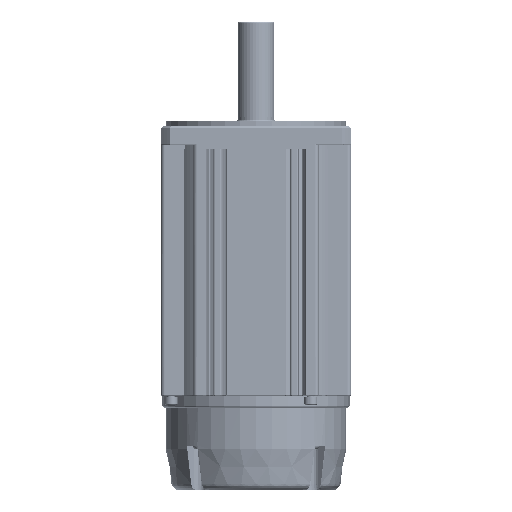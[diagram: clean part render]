
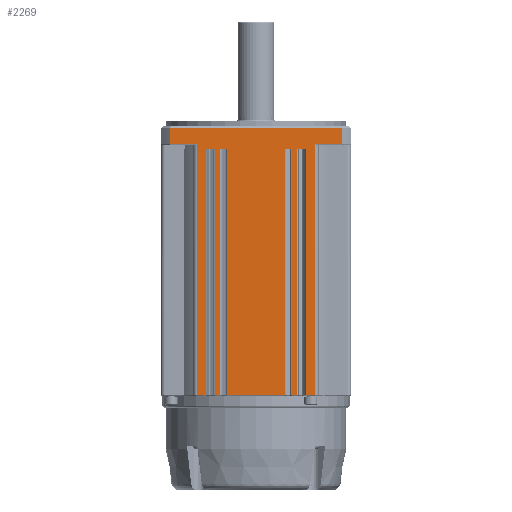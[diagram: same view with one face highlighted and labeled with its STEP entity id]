
A CAD part, left-side view. The second image highlights one B-rep face of the part: STEP entity #2269.
In plain terms, the highlighted planar face has unit normal (-1, 0, 0).
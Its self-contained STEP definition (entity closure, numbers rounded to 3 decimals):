
#2070=CARTESIAN_POINT('',(-50.,0.,-44.436));
#2071=DIRECTION('',(0.,0.,-1.));
#2072=DIRECTION('',(-1.,-0.,-0.));
#2073=AXIS2_PLACEMENT_3D('',#2070,#2072,#2071);
#2074=PLANE('',#2073);
#2075=CARTESIAN_POINT('',(-50.,45.346,17.55));
#2076=VERTEX_POINT('',#2075);
#2077=CARTESIAN_POINT('',(-50.,-45.346,17.55));
#2078=VERTEX_POINT('',#2077);
#2079=CARTESIAN_POINT('',(-50.,45.346,17.55));
#2080=DIRECTION('',(0.,-1.,0.));
#2081=VECTOR('',#2080,90.692);
#2082=LINE('',#2079,#2081);
#2083=EDGE_CURVE('',#2076,#2078,#2082,.T.);
#2084=ORIENTED_EDGE('',*,*,#2083,.F.);
#2085=CARTESIAN_POINT('',(-50.,45.346,9.35));
#2086=VERTEX_POINT('',#2085);
#2087=CARTESIAN_POINT('',(-50.,45.346,17.55));
#2088=DIRECTION('',(0.,0.,-1.));
#2089=VECTOR('',#2088,8.2);
#2090=LINE('',#2087,#2089);
#2091=EDGE_CURVE('',#2076,#2086,#2090,.T.);
#2092=ORIENTED_EDGE('',*,*,#2091,.T.);
#2093=CARTESIAN_POINT('',(-50.,31.,9.35));
#2094=VERTEX_POINT('',#2093);
#2095=CARTESIAN_POINT('',(-50.,31.,9.35));
#2096=DIRECTION('',(0.,1.,0.));
#2097=VECTOR('',#2096,14.346);
#2098=LINE('',#2095,#2097);
#2099=EDGE_CURVE('',#2094,#2086,#2098,.T.);
#2100=ORIENTED_EDGE('',*,*,#2099,.F.);
#2101=CARTESIAN_POINT('',(-50.,31.,-122.7));
#2102=VERTEX_POINT('',#2101);
#2103=CARTESIAN_POINT('',(-50.,31.,9.35));
#2104=DIRECTION('',(0.,0.,-1.));
#2105=VECTOR('',#2104,132.05);
#2106=LINE('',#2103,#2105);
#2107=EDGE_CURVE('',#2094,#2102,#2106,.T.);
#2108=ORIENTED_EDGE('',*,*,#2107,.T.);
#2109=CARTESIAN_POINT('',(-50.,26.525,-122.7));
#2110=VERTEX_POINT('',#2109);
#2111=CARTESIAN_POINT('',(-50.,31.,-122.7));
#2112=DIRECTION('',(0.,-1.,0.));
#2113=VECTOR('',#2112,4.475);
#2114=LINE('',#2111,#2113);
#2115=EDGE_CURVE('',#2102,#2110,#2114,.T.);
#2116=ORIENTED_EDGE('',*,*,#2115,.T.);
#2117=CARTESIAN_POINT('',(-50.,26.525,6.55));
#2118=VERTEX_POINT('',#2117);
#2119=CARTESIAN_POINT('',(-50.,26.525,6.55));
#2120=DIRECTION('',(0.,0.,-1.));
#2121=VECTOR('',#2120,129.25);
#2122=LINE('',#2119,#2121);
#2123=EDGE_CURVE('',#2118,#2110,#2122,.T.);
#2124=ORIENTED_EDGE('',*,*,#2123,.F.);
#2125=CARTESIAN_POINT('',(-50.,21.671,6.55));
#2126=VERTEX_POINT('',#2125);
#2127=CARTESIAN_POINT('',(-50.,26.525,6.55));
#2128=DIRECTION('',(0.,-1.,0.));
#2129=VECTOR('',#2128,4.854);
#2130=LINE('',#2127,#2129);
#2131=EDGE_CURVE('',#2118,#2126,#2130,.T.);
#2132=ORIENTED_EDGE('',*,*,#2131,.T.);
#2133=CARTESIAN_POINT('',(-50.,21.671,-122.7));
#2134=VERTEX_POINT('',#2133);
#2135=CARTESIAN_POINT('',(-50.,21.671,6.55));
#2136=DIRECTION('',(0.,0.,-1.));
#2137=VECTOR('',#2136,129.25);
#2138=LINE('',#2135,#2137);
#2139=EDGE_CURVE('',#2126,#2134,#2138,.T.);
#2140=ORIENTED_EDGE('',*,*,#2139,.T.);
#2141=CARTESIAN_POINT('',(-50.,18.864,-122.7));
#2142=VERTEX_POINT('',#2141);
#2143=CARTESIAN_POINT('',(-50.,21.671,-122.7));
#2144=DIRECTION('',(0.,-1.,0.));
#2145=VECTOR('',#2144,2.808);
#2146=LINE('',#2143,#2145);
#2147=EDGE_CURVE('',#2134,#2142,#2146,.T.);
#2148=ORIENTED_EDGE('',*,*,#2147,.T.);
#2149=CARTESIAN_POINT('',(-50.,18.864,6.55));
#2150=VERTEX_POINT('',#2149);
#2151=CARTESIAN_POINT('',(-50.,18.864,6.55));
#2152=DIRECTION('',(0.,0.,-1.));
#2153=VECTOR('',#2152,129.25);
#2154=LINE('',#2151,#2153);
#2155=EDGE_CURVE('',#2150,#2142,#2154,.T.);
#2156=ORIENTED_EDGE('',*,*,#2155,.F.);
#2157=CARTESIAN_POINT('',(-50.,15.185,6.55));
#2158=VERTEX_POINT('',#2157);
#2159=CARTESIAN_POINT('',(-50.,18.864,6.55));
#2160=DIRECTION('',(0.,-1.,0.));
#2161=VECTOR('',#2160,3.678);
#2162=LINE('',#2159,#2161);
#2163=EDGE_CURVE('',#2150,#2158,#2162,.T.);
#2164=ORIENTED_EDGE('',*,*,#2163,.T.);
#2165=CARTESIAN_POINT('',(-50.,15.185,-122.7));
#2166=VERTEX_POINT('',#2165);
#2167=CARTESIAN_POINT('',(-50.,15.185,6.55));
#2168=DIRECTION('',(0.,0.,-1.));
#2169=VECTOR('',#2168,129.25);
#2170=LINE('',#2167,#2169);
#2171=EDGE_CURVE('',#2158,#2166,#2170,.T.);
#2172=ORIENTED_EDGE('',*,*,#2171,.T.);
#2173=CARTESIAN_POINT('',(-50.,-15.185,-122.7));
#2174=VERTEX_POINT('',#2173);
#2175=CARTESIAN_POINT('',(-50.,15.185,-122.7));
#2176=DIRECTION('',(0.,-1.,0.));
#2177=VECTOR('',#2176,30.371);
#2178=LINE('',#2175,#2177);
#2179=EDGE_CURVE('',#2166,#2174,#2178,.T.);
#2180=ORIENTED_EDGE('',*,*,#2179,.T.);
#2181=CARTESIAN_POINT('',(-50.,-15.185,6.55));
#2182=VERTEX_POINT('',#2181);
#2183=CARTESIAN_POINT('',(-50.,-15.185,6.55));
#2184=DIRECTION('',(0.,0.,-1.));
#2185=VECTOR('',#2184,129.25);
#2186=LINE('',#2183,#2185);
#2187=EDGE_CURVE('',#2182,#2174,#2186,.T.);
#2188=ORIENTED_EDGE('',*,*,#2187,.F.);
#2189=CARTESIAN_POINT('',(-50.,-18.864,6.55));
#2190=VERTEX_POINT('',#2189);
#2191=CARTESIAN_POINT('',(-50.,-15.185,6.55));
#2192=DIRECTION('',(0.,-1.,0.));
#2193=VECTOR('',#2192,3.678);
#2194=LINE('',#2191,#2193);
#2195=EDGE_CURVE('',#2182,#2190,#2194,.T.);
#2196=ORIENTED_EDGE('',*,*,#2195,.T.);
#2197=CARTESIAN_POINT('',(-50.,-18.864,-122.7));
#2198=VERTEX_POINT('',#2197);
#2199=CARTESIAN_POINT('',(-50.,-18.864,6.55));
#2200=DIRECTION('',(0.,0.,-1.));
#2201=VECTOR('',#2200,129.25);
#2202=LINE('',#2199,#2201);
#2203=EDGE_CURVE('',#2190,#2198,#2202,.T.);
#2204=ORIENTED_EDGE('',*,*,#2203,.T.);
#2205=CARTESIAN_POINT('',(-50.,-21.671,-122.7));
#2206=VERTEX_POINT('',#2205);
#2207=CARTESIAN_POINT('',(-50.,-18.864,-122.7));
#2208=DIRECTION('',(0.,-1.,0.));
#2209=VECTOR('',#2208,2.808);
#2210=LINE('',#2207,#2209);
#2211=EDGE_CURVE('',#2198,#2206,#2210,.T.);
#2212=ORIENTED_EDGE('',*,*,#2211,.T.);
#2213=CARTESIAN_POINT('',(-50.,-21.671,6.55));
#2214=VERTEX_POINT('',#2213);
#2215=CARTESIAN_POINT('',(-50.,-21.671,6.55));
#2216=DIRECTION('',(0.,0.,-1.));
#2217=VECTOR('',#2216,129.25);
#2218=LINE('',#2215,#2217);
#2219=EDGE_CURVE('',#2214,#2206,#2218,.T.);
#2220=ORIENTED_EDGE('',*,*,#2219,.F.);
#2221=CARTESIAN_POINT('',(-50.,-26.525,6.55));
#2222=VERTEX_POINT('',#2221);
#2223=CARTESIAN_POINT('',(-50.,-26.525,6.55));
#2224=DIRECTION('',(0.,1.,0.));
#2225=VECTOR('',#2224,4.854);
#2226=LINE('',#2223,#2225);
#2227=EDGE_CURVE('',#2222,#2214,#2226,.T.);
#2228=ORIENTED_EDGE('',*,*,#2227,.F.);
#2229=CARTESIAN_POINT('',(-50.,-26.525,-122.7));
#2230=VERTEX_POINT('',#2229);
#2231=CARTESIAN_POINT('',(-50.,-26.525,6.55));
#2232=DIRECTION('',(0.,0.,-1.));
#2233=VECTOR('',#2232,129.25);
#2234=LINE('',#2231,#2233);
#2235=EDGE_CURVE('',#2222,#2230,#2234,.T.);
#2236=ORIENTED_EDGE('',*,*,#2235,.T.);
#2237=CARTESIAN_POINT('',(-50.,-31.,-122.7));
#2238=VERTEX_POINT('',#2237);
#2239=CARTESIAN_POINT('',(-50.,-26.525,-122.7));
#2240=DIRECTION('',(0.,-1.,0.));
#2241=VECTOR('',#2240,4.475);
#2242=LINE('',#2239,#2241);
#2243=EDGE_CURVE('',#2230,#2238,#2242,.T.);
#2244=ORIENTED_EDGE('',*,*,#2243,.T.);
#2245=CARTESIAN_POINT('',(-50.,-31.,9.35));
#2246=VERTEX_POINT('',#2245);
#2247=CARTESIAN_POINT('',(-50.,-31.,9.35));
#2248=DIRECTION('',(0.,0.,-1.));
#2249=VECTOR('',#2248,132.05);
#2250=LINE('',#2247,#2249);
#2251=EDGE_CURVE('',#2246,#2238,#2250,.T.);
#2252=ORIENTED_EDGE('',*,*,#2251,.F.);
#2253=CARTESIAN_POINT('',(-50.,-45.346,9.35));
#2254=VERTEX_POINT('',#2253);
#2255=CARTESIAN_POINT('',(-50.,-31.,9.35));
#2256=DIRECTION('',(0.,-1.,0.));
#2257=VECTOR('',#2256,14.346);
#2258=LINE('',#2255,#2257);
#2259=EDGE_CURVE('',#2246,#2254,#2258,.T.);
#2260=ORIENTED_EDGE('',*,*,#2259,.T.);
#2261=CARTESIAN_POINT('',(-50.,-45.346,17.55));
#2262=DIRECTION('',(0.,0.,-1.));
#2263=VECTOR('',#2262,8.2);
#2264=LINE('',#2261,#2263);
#2265=EDGE_CURVE('',#2078,#2254,#2264,.T.);
#2266=ORIENTED_EDGE('',*,*,#2265,.F.);
#2267=EDGE_LOOP('',(#2084,#2092,#2100,#2108,#2116,#2124,#2132,#2140,#2148,#2156,#2164,#2172,#2180,#2188,#2196,#2204,#2212,#2220,#2228,#2236,#2244,#2252,#2260,#2266));
#2268=FACE_OUTER_BOUND('',#2267,.T.);
#2269=ADVANCED_FACE('',(#2268),#2074,.T.);
